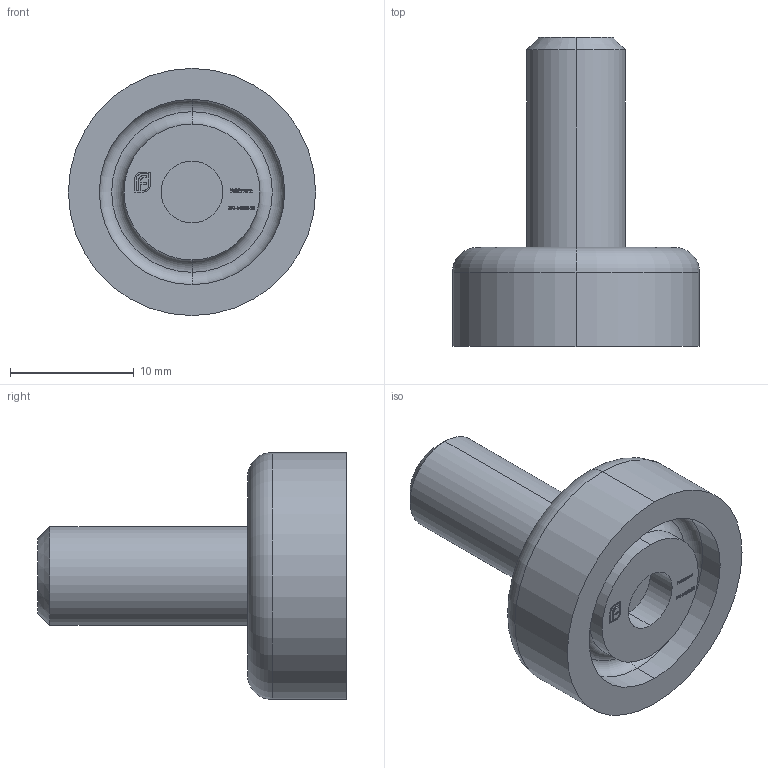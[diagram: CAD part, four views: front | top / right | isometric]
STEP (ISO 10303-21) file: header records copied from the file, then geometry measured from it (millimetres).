
FILE_DESCRIPTION (( 'STEP AP203' ), '1' );
FILE_NAME ('191-M820-20.step', '2021-01-29T09:05:01', ( '' ), ( '' ), 'SwSTEP 2.0', 'SolidWorks 2018', '' );
FILE_SCHEMA (( 'CONFIG_CONTROL_DESIGN' ));
Length unit declared in the file: millimetre
Products named in the file (2): 191-M820-20
Bounding box: 20 x 25 x 20 mm (x, y, z)
Volume: 2967.6 mm3; surface area: 1977.7 mm2
Topology: 2 solids, 2 shells, 301 faces, 788 edges, 522 vertices
Faces by surface type: plane 157, bspline 124, cylinder 12, torus 6, cone 2
Entity records: 15599 total; most frequent: CARTESIAN_POINT 8849, ORIENTED_EDGE 1576, DIRECTION 934, EDGE_CURVE 788, VERTEX_POINT 522, VECTOR 504, LINE 504, EDGE_LOOP 332
